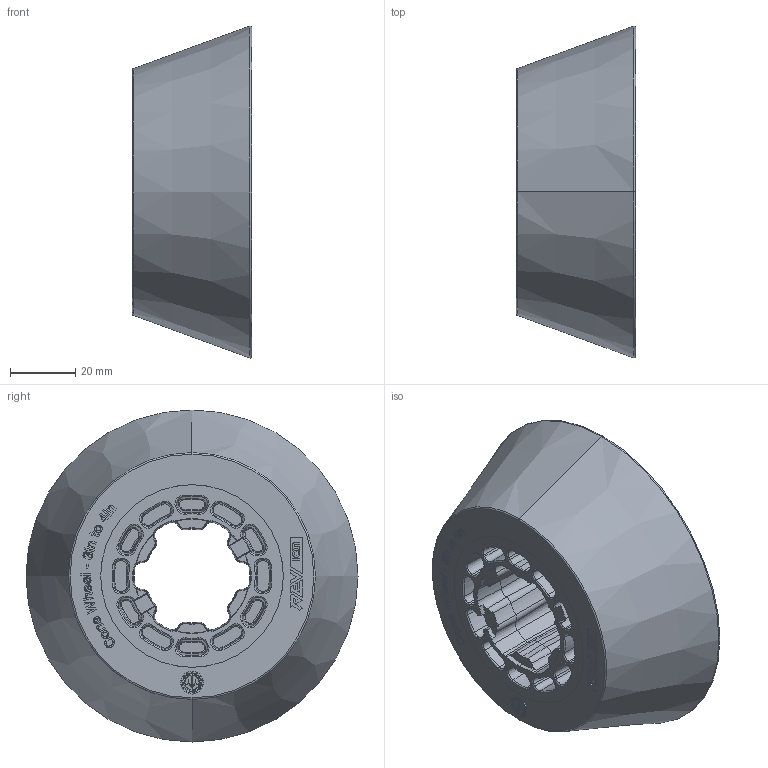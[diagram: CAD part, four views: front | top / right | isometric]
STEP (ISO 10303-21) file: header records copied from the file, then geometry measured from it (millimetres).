
FILE_DESCRIPTION (( 'STEP AP203' ), '1' );
FILE_NAME ('REV-21-6566_RevA.STEP', '2025-11-06T23:22:07', ( '' ), ( '' ), 'SwSTEP 2.0', 'SolidWorks 2022', '' );
FILE_SCHEMA (( 'CONFIG_CONTROL_DESIGN' ));
Length unit declared in the file: millimetre
Products named in the file (3): REV-21-6566_RevA; REV-20-2403; REV-21-6566-P01
Assembly tree (2 placements, depth 2):
  REV-21-6566_RevA
    REV-20-2403
    REV-21-6566-P01
Bounding box: 36.71 x 101.6 x 101.6 mm (x, y, z)
Volume: 170760.6 mm3; surface area: 68911.5 mm2
Topology: 2 solids, 2 shells, 2773 faces, 6829 edges, 4059 vertices
Faces by surface type: plane 786, torus 712, bspline 550, cone 375, cylinder 267, sphere 83
Entity records: 103496 total; most frequent: CARTESIAN_POINT 40990, ORIENTED_EDGE 13338, DIRECTION 12699, EDGE_CURVE 6669, AXIS2_PLACEMENT_3D 4994, VERTEX_POINT 4027, EDGE_LOOP 2922, FACE_OUTER_BOUND 2773
